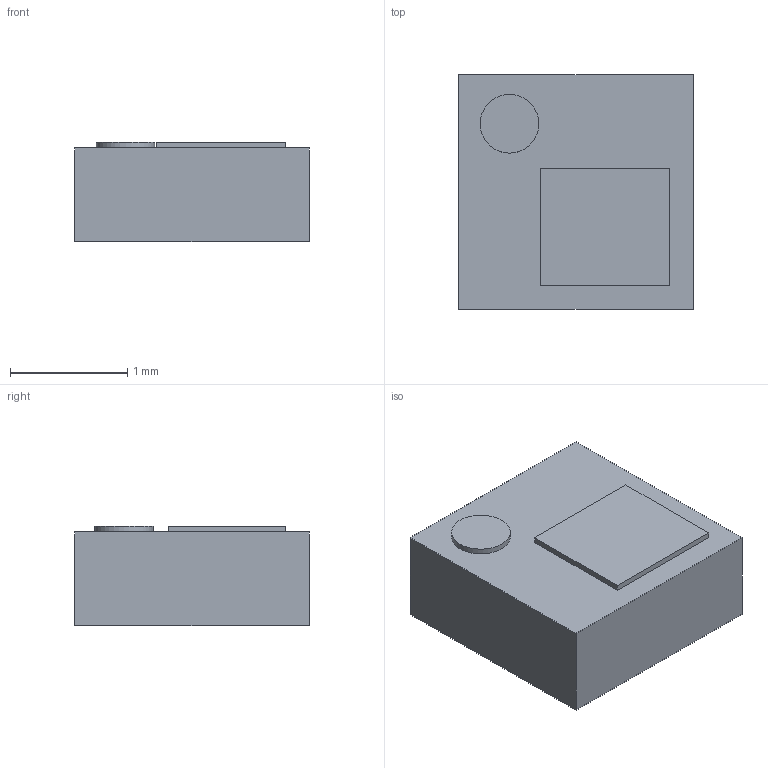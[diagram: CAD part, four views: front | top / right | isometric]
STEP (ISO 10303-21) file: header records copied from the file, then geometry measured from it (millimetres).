
FILE_DESCRIPTION(/* description */ (''),/* implementation_level */ '2;1');
FILE_NAME(/* name */ 'HLGA-10-2x2mm.step',/* time_stamp */ '2018-04-22T12:16:38+02:00',/* author */ (''),/* organization */ (''),/* preprocessor_version */ 'ST-DEVELOPER v16.13',/* originating_system */ 'Autodesk Translation Framework v6.5.0.72',/* authorisation */ '');
FILE_SCHEMA (('AUTOMOTIVE_DESIGN { 1 0 10303 214 3 1 1 }'));
Length unit declared in the file: millimetre
Products named in the file (1): LPS22
Bounding box: 2 x 2 x 0.85 mm (x, y, z)
Volume: 3.3 mm3; surface area: 17.3 mm2
Topology: 3 solids, 3 shells, 15 faces, 27 edges, 18 vertices
Faces by surface type: plane 14, cylinder 1
Full cylindrical faces by diameter (mm): 0.5 x1
Entity records: 415 total; most frequent: DIRECTION 61, CARTESIAN_POINT 61, ORIENTED_EDGE 54, EDGE_CURVE 27, LINE 25, VECTOR 25, VERTEX_POINT 18, AXIS2_PLACEMENT_3D 18
